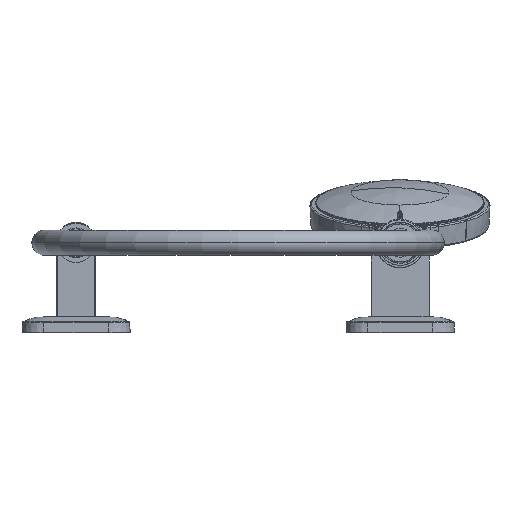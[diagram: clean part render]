
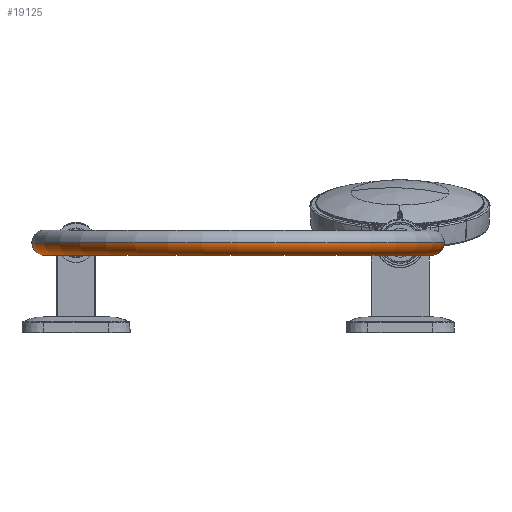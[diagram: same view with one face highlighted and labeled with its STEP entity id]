
A CAD part, front view. The second image highlights one B-rep face of the part: STEP entity #19125.
In plain terms, the highlighted toroidal (fillet/blend) face has major radius 107.5 mm and minor radius 7 mm.
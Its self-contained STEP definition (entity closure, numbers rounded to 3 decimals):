
#421 = DIRECTION ( 'NONE',  ( 0., -1., 0. ) ) ;
#1027 = CIRCLE ( 'NONE', #21168, 7. ) ;
#1494 = CARTESIAN_POINT ( 'NONE',  ( -204.5, -480., 0. ) ) ;
#1968 = AXIS2_PLACEMENT_3D ( 'NONE', #2170, #3476, #15199 ) ;
#2170 = CARTESIAN_POINT ( 'NONE',  ( -90., -480., 0. ) ) ;
#2433 = CIRCLE ( 'NONE', #4158, 114.5 ) ;
#2518 = CARTESIAN_POINT ( 'NONE',  ( -90., -480., 0. ) ) ;
#3476 = DIRECTION ( 'NONE',  ( 0., 0., -1. ) ) ;
#3565 = CARTESIAN_POINT ( 'NONE',  ( -90., -480., 0. ) ) ;
#3573 = CARTESIAN_POINT ( 'NONE',  ( -190.5, -480., 0. ) ) ;
#3867 = CARTESIAN_POINT ( 'NONE',  ( 24.5, -480., 0. ) ) ;
#4158 = AXIS2_PLACEMENT_3D ( 'NONE', #3565, #10101, #16582 ) ;
#4261 = EDGE_CURVE ( 'NONE', #9805, #11720, #1027, .T. ) ;
#4367 = VERTEX_POINT ( 'NONE', #3867 ) ;
#5574 = EDGE_CURVE ( 'NONE', #4367, #9805, #2433, .T. ) ;
#5903 = AXIS2_PLACEMENT_3D ( 'NONE', #2518, #15024, #18671 ) ;
#6779 = EDGE_LOOP ( 'NONE', ( #9072, #10857, #21159, #13292 ) ) ;
#8527 = DIRECTION ( 'NONE',  ( -1., 0., 0. ) ) ;
#9072 = ORIENTED_EDGE ( 'NONE', *, *, #13992, .F. ) ;
#9471 = CIRCLE ( 'NONE', #14569, 7. ) ;
#9805 = VERTEX_POINT ( 'NONE', #1494 ) ;
#9915 = FACE_OUTER_BOUND ( 'NONE', #6779, .T. ) ;
#10101 = DIRECTION ( 'NONE',  ( 0., 0., -1. ) ) ;
#10857 = ORIENTED_EDGE ( 'NONE', *, *, #5574, .T. ) ;
#11065 = EDGE_CURVE ( 'NONE', #12879, #11720, #12732, .T. ) ;
#11720 = VERTEX_POINT ( 'NONE', #3573 ) ;
#11778 = CARTESIAN_POINT ( 'NONE',  ( 10.5, -480., 0. ) ) ;
#11787 = DIRECTION ( 'NONE',  ( 0., 0., -1. ) ) ;
#12732 = CIRCLE ( 'NONE', #5903, 100.5 ) ;
#12879 = VERTEX_POINT ( 'NONE', #11778 ) ;
#13292 = ORIENTED_EDGE ( 'NONE', *, *, #11065, .F. ) ;
#13694 = CARTESIAN_POINT ( 'NONE',  ( -197.5, -480., 0. ) ) ;
#13992 = EDGE_CURVE ( 'NONE', #4367, #12879, #9471, .T. ) ;
#14569 = AXIS2_PLACEMENT_3D ( 'NONE', #18346, #20053, #8527 ) ;
#15024 = DIRECTION ( 'NONE',  ( 0., 0., -1. ) ) ;
#15199 = DIRECTION ( 'NONE',  ( -1., 0., 0. ) ) ;
#16582 = DIRECTION ( 'NONE',  ( -1., 0., 0. ) ) ;
#18346 = CARTESIAN_POINT ( 'NONE',  ( 17.5, -480., 0. ) ) ;
#18671 = DIRECTION ( 'NONE',  ( -1., 0., 0. ) ) ;
#19125 = ADVANCED_FACE ( 'NONE', ( #9915 ), #21095, .T. ) ;
#20053 = DIRECTION ( 'NONE',  ( 0., 1., 0. ) ) ;
#21095 = TOROIDAL_SURFACE ( 'NONE', #1968, 107.5, 7. ) ;
#21159 = ORIENTED_EDGE ( 'NONE', *, *, #4261, .T. ) ;
#21168 = AXIS2_PLACEMENT_3D ( 'NONE', #13694, #421, #11787 ) ;
